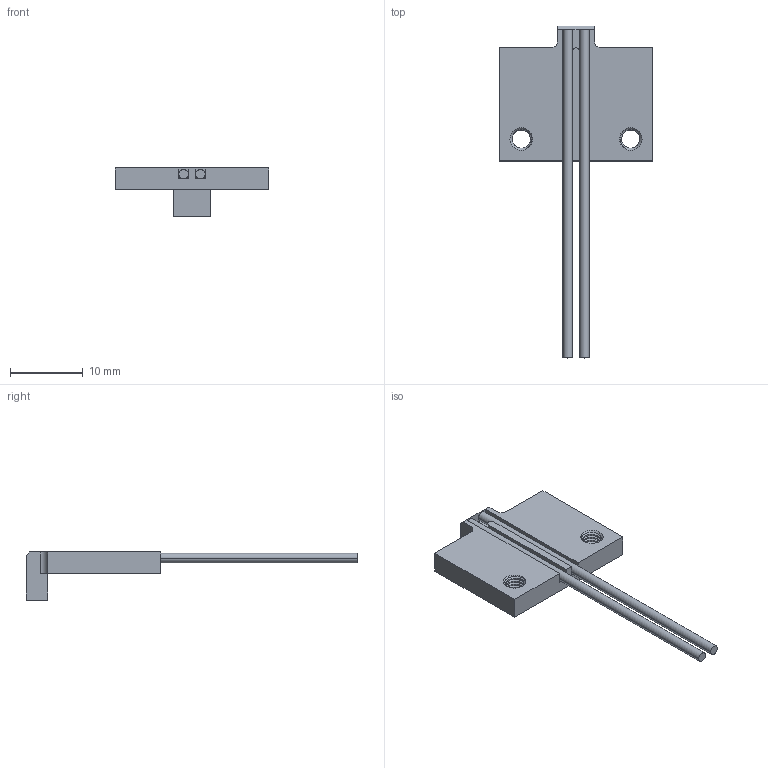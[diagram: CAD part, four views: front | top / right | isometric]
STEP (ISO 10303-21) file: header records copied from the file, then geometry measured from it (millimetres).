
FILE_DESCRIPTION((''),'2;1');
FILE_NAME('BT-440','2022-08-15T08:58:32',('Administrator'),(''),'CREO PARAMETRIC BY PTC INC, 2021023','CREO PARAMETRIC BY PTC INC, 2021023','');
FILE_SCHEMA(('CONFIG_CONTROL_DESIGN'));
Length unit declared in the file: millimetre
Products named in the file (1): BT-440
Bounding box: 21 x 45.5 x 6.6 mm (x, y, z)
Volume: 1081.6 mm3; surface area: 1515.1 mm2
Topology: 1 solids, 1 shells, 74 faces, 200 edges, 130 vertices
Faces by surface type: cylinder 31, plane 27, cone 8, bspline 8
Entity records: 4370 total; most frequent: CARTESIAN_POINT 2574, ORIENTED_EDGE 400, DIRECTION 308, EDGE_CURVE 200, VERTEX_POINT 130, AXIS2_PLACEMENT_3D 104, VECTOR 100, LINE 100
